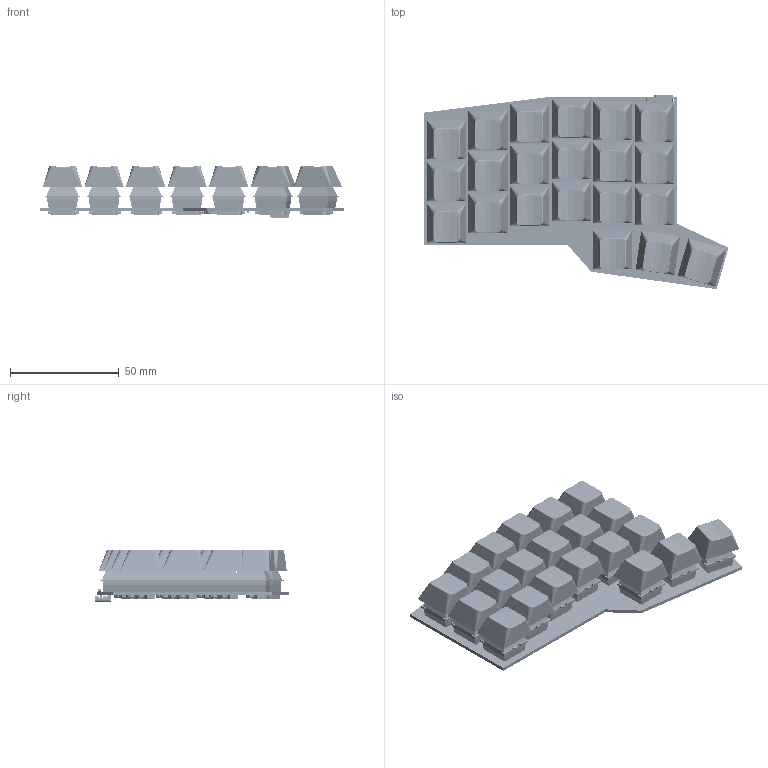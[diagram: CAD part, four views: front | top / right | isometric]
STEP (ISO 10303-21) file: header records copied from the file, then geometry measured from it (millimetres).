
FILE_DESCRIPTION(('KiCad electronic assembly'),'2;1');
FILE_NAME('benboard.step','2023-07-25T14:41:31',('Pcbnew'),('Kicad'), 'Open CASCADE STEP processor 7.6','KiCad to STEP converter','Unknown' );
FILE_SCHEMA(('AUTOMOTIVE_DESIGN { 1 0 10303 214 1 1 1 1 }'));
Length unit declared in the file: millimetre
Products named in the file (24): benboard 1; C_0603_1608Metric; SOLID; cherry mx; cherry_mx_r4_keycap; HS_Kailh_MX; COMPOUND; LED_0805_2012Metric; L_0603_1608Metric; R_0603_1608Metric; USB_C_Receptacle_GCT_USB4105-xx-A_16P_TopMnt_Horizontal; Crystal_SMD_SeikoEpson_FA238V-4Pin_3.2x2.5mm; Nordic_AQFN-73-1EP_7x7mm_P0.5mm; QFN-16-1EP_3x3mm_P0.5mm_EP1.8x1.8mm; benboard PCB
Assembly tree (112 placements, depth 3):
  benboard 1
    C_0603_1608Metric  x22
      SOLID
    cherry mx  x21
      SOLID
    cherry_mx_r4_keycap  x21
      SOLID
    HS_Kailh_MX  x21
      COMPOUND
    LED_0805_2012Metric
      SOLID
    L_0603_1608Metric  x4
      SOLID
    R_0603_1608Metric  x5
      SOLID
    USB_C_Receptacle_GCT_USB4105-xx-A_16P_TopMnt_Horizontal
      COMPOUND
    Crystal_SMD_SeikoEpson_FA238V-4Pin_3.2x2.5mm  x2
      SOLID
    Nordic_AQFN-73-1EP_7x7mm_P0.5mm
      SOLID
    QFN-16-1EP_3x3mm_P0.5mm_EP1.8x1.8mm
      SOLID
    benboard PCB
Bounding box: 140 x 89.21 x 24.25 mm (x, y, z)
Volume: 79199.6 mm3; surface area: 83643.3 mm2
Topology: 178 solids, 178 shells, 14178 faces, 35529 edges, 22198 vertices
Faces by surface type: plane 9153, cylinder 2917, bspline 1344, cone 554, torus 210
Full cylindrical faces by diameter (mm): 0.4 x1, 0.5 x3, 0.65 x2, 1.702 x42, 2.9 x42, 3 x42, 3.988 x21
Entity records: 140957 total; most frequent: CARTESIAN_POINT 29859, DIRECTION 18950, LINE 12982, VECTOR 12982, ORIENTED_EDGE 10144, PCURVE 10144, DEFINITIONAL_REPRESENTATION 10144, EDGE_CURVE 5072
